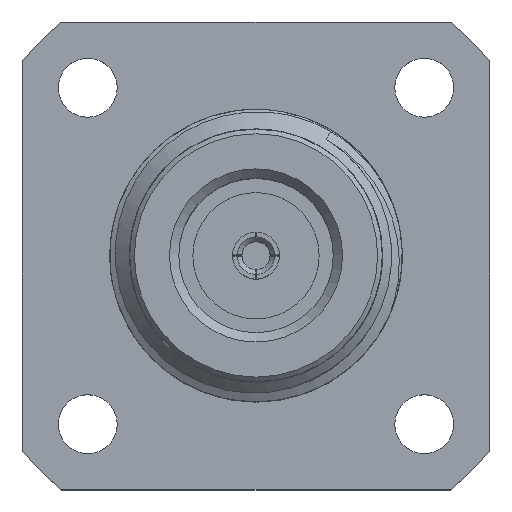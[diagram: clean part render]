
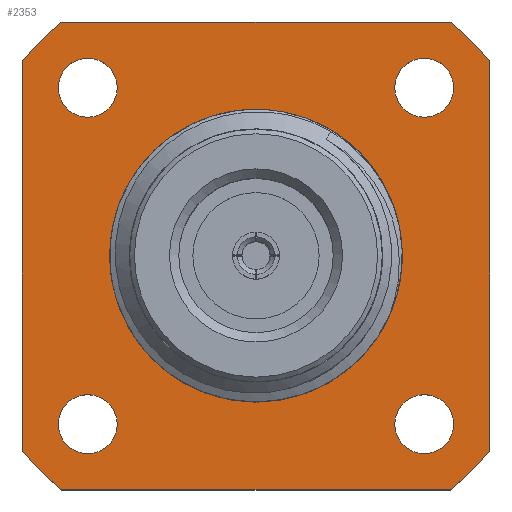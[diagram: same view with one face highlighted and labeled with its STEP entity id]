
A CAD part, top view. The second image highlights one B-rep face of the part: STEP entity #2353.
In plain terms, the highlighted planar face has unit normal (0, 0, 1).
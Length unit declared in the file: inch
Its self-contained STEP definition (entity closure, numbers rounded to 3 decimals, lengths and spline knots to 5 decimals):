
#21 = FACE_OUTER_BOUND ( 'NONE', #739, .T. ) ;
#52 = CARTESIAN_POINT ( 'NONE',  ( -0.5, -0.41533, -0.66142 ) ) ;
#74 = CARTESIAN_POINT ( 'NONE',  ( -0.2965, -0.3595, -0.66142 ) ) ;
#95 = AXIS2_PLACEMENT_3D ( 'NONE', #379, #1998, #1682 ) ;
#113 = CARTESIAN_POINT ( 'NONE',  ( -0.5, 0.5, -0.66142 ) ) ;
#144 = DIRECTION ( 'NONE',  ( 1., 0., 0. ) ) ;
#162 = CARTESIAN_POINT ( 'NONE',  ( 0.41533, -0.5, -0.66142 ) ) ;
#173 = CIRCLE ( 'NONE', #3064, 0.063 ) ;
#178 = VERTEX_POINT ( 'NONE', #1649 ) ;
#187 = CIRCLE ( 'NONE', #3695, 0.3125 ) ;
#216 = DIRECTION ( 'NONE',  ( 1., 0., 0. ) ) ;
#238 = AXIS2_PLACEMENT_3D ( 'NONE', #2824, #2173, #2199 ) ;
#248 = DIRECTION ( 'NONE',  ( 1., 0., 0. ) ) ;
#275 = EDGE_CURVE ( 'NONE', #2216, #2216, #3824, .T. ) ;
#379 = CARTESIAN_POINT ( 'NONE',  ( 0.3595, 0.3595, -0.66142 ) ) ;
#415 = DIRECTION ( 'NONE',  ( 0., 0., 1. ) ) ;
#418 = DIRECTION ( 'NONE',  ( -1., 0., 0. ) ) ;
#493 = EDGE_CURVE ( 'NONE', #2708, #563, #1007, .T. ) ;
#547 = VERTEX_POINT ( 'NONE', #3340 ) ;
#558 = EDGE_LOOP ( 'NONE', ( #2952 ) ) ;
#563 = VERTEX_POINT ( 'NONE', #2213 ) ;
#623 = DIRECTION ( 'NONE',  ( 0., 0., 1. ) ) ;
#675 = DIRECTION ( 'NONE',  ( 0., 1., 0. ) ) ;
#722 = EDGE_CURVE ( 'NONE', #563, #1894, #2226, .T. ) ;
#735 = CARTESIAN_POINT ( 'NONE',  ( 0., 0., -0.66142 ) ) ;
#739 = EDGE_LOOP ( 'NONE', ( #1141, #2548, #3527, #3961, #1052, #3251, #2671, #4206 ) ) ;
#883 = PLANE ( 'NONE',  #4003 ) ;
#938 = AXIS2_PLACEMENT_3D ( 'NONE', #4046, #2717, #144 ) ;
#998 = CARTESIAN_POINT ( 'NONE',  ( 0., 0., -0.66142 ) ) ;
#1007 = CIRCLE ( 'NONE', #238, 0.65 ) ;
#1052 = ORIENTED_EDGE ( 'NONE', *, *, #2594, .T. ) ;
#1075 = LINE ( 'NONE', #3938, #3405 ) ;
#1082 = CARTESIAN_POINT ( 'NONE',  ( -0.41533, 0.5, -0.66142 ) ) ;
#1108 = FACE_BOUND ( 'NONE', #1875, .T. ) ;
#1113 = FACE_BOUND ( 'NONE', #3866, .T. ) ;
#1141 = ORIENTED_EDGE ( 'NONE', *, *, #2088, .T. ) ;
#1179 = DIRECTION ( 'NONE',  ( 0., 0., 1. ) ) ;
#1302 = EDGE_CURVE ( 'NONE', #1312, #1580, #3941, .T. ) ;
#1312 = VERTEX_POINT ( 'NONE', #1436 ) ;
#1357 = VERTEX_POINT ( 'NONE', #2117 ) ;
#1372 = DIRECTION ( 'NONE',  ( 1., 0., 0. ) ) ;
#1436 = CARTESIAN_POINT ( 'NONE',  ( 0.41533, 0.5, -0.66142 ) ) ;
#1451 = EDGE_CURVE ( 'NONE', #2417, #2417, #173, .T. ) ;
#1515 = DIRECTION ( 'NONE',  ( 0., 0., 1. ) ) ;
#1580 = VERTEX_POINT ( 'NONE', #1082 ) ;
#1643 = VERTEX_POINT ( 'NONE', #2687 ) ;
#1649 = CARTESIAN_POINT ( 'NONE',  ( 0.3125, 0., -0.66142 ) ) ;
#1673 = CARTESIAN_POINT ( 'NONE',  ( -0.5, 0.5, -0.66142 ) ) ;
#1674 = EDGE_CURVE ( 'NONE', #1643, #1312, #3101, .T. ) ;
#1682 = DIRECTION ( 'NONE',  ( 1., 0., 0. ) ) ;
#1875 = EDGE_LOOP ( 'NONE', ( #3443 ) ) ;
#1894 = VERTEX_POINT ( 'NONE', #162 ) ;
#1899 = DIRECTION ( 'NONE',  ( 0., 0., 1. ) ) ;
#1972 = VECTOR ( 'NONE', #3308, 39.37008 ) ;
#1994 = FACE_BOUND ( 'NONE', #3236, .T. ) ;
#1998 = DIRECTION ( 'NONE',  ( 0., 0., 1. ) ) ;
#2022 = ORIENTED_EDGE ( 'NONE', *, *, #2436, .F. ) ;
#2068 = VERTEX_POINT ( 'NONE', #74 ) ;
#2088 = EDGE_CURVE ( 'NONE', #1357, #1643, #1075, .T. ) ;
#2097 = EDGE_CURVE ( 'NONE', #1894, #1357, #3090, .T. ) ;
#2117 = CARTESIAN_POINT ( 'NONE',  ( 0.5, -0.41533, -0.66142 ) ) ;
#2173 = DIRECTION ( 'NONE',  ( 0., 0., 1. ) ) ;
#2191 = CARTESIAN_POINT ( 'NONE',  ( -0.5, -0.5, -0.66142 ) ) ;
#2193 = CARTESIAN_POINT ( 'NONE',  ( -0.3595, -0.3595, -0.66142 ) ) ;
#2199 = DIRECTION ( 'NONE',  ( 1., 0., 0. ) ) ;
#2213 = CARTESIAN_POINT ( 'NONE',  ( -0.41533, -0.5, -0.66142 ) ) ;
#2216 = VERTEX_POINT ( 'NONE', #3624 ) ;
#2226 = LINE ( 'NONE', #2191, #3630 ) ;
#2304 = FACE_BOUND ( 'NONE', #558, .T. ) ;
#2353 = ADVANCED_FACE ( 'NONE', ( #3500, #2304, #1994, #1108, #1113, #21 ), #883, .T. ) ;
#2417 = VERTEX_POINT ( 'NONE', #4001 ) ;
#2436 = EDGE_CURVE ( 'NONE', #2068, #2068, #3879, .T. ) ;
#2479 = CARTESIAN_POINT ( 'NONE',  ( 0., 0., -0.66142 ) ) ;
#2548 = ORIENTED_EDGE ( 'NONE', *, *, #1674, .T. ) ;
#2594 = EDGE_CURVE ( 'NONE', #3801, #2708, #3478, .T. ) ;
#2671 = ORIENTED_EDGE ( 'NONE', *, *, #722, .T. ) ;
#2687 = CARTESIAN_POINT ( 'NONE',  ( 0.5, 0.41533, -0.66142 ) ) ;
#2708 = VERTEX_POINT ( 'NONE', #52 ) ;
#2717 = DIRECTION ( 'NONE',  ( 0., 0., 1. ) ) ;
#2719 = CARTESIAN_POINT ( 'NONE',  ( 0., 0., -0.66142 ) ) ;
#2745 = EDGE_CURVE ( 'NONE', #1580, #3801, #4254, .T. ) ;
#2824 = CARTESIAN_POINT ( 'NONE',  ( 0., 0., -0.66142 ) ) ;
#2913 = CARTESIAN_POINT ( 'NONE',  ( 0.3595, -0.3595, -0.66142 ) ) ;
#2947 = AXIS2_PLACEMENT_3D ( 'NONE', #2719, #415, #3668 ) ;
#2952 = ORIENTED_EDGE ( 'NONE', *, *, #275, .F. ) ;
#2988 = EDGE_CURVE ( 'NONE', #178, #178, #187, .T. ) ;
#2993 = EDGE_LOOP ( 'NONE', ( #2022 ) ) ;
#3064 = AXIS2_PLACEMENT_3D ( 'NONE', #3753, #1179, #3475 ) ;
#3073 = EDGE_CURVE ( 'NONE', #547, #547, #3834, .T. ) ;
#3090 = CIRCLE ( 'NONE', #3374, 0.65 ) ;
#3101 = CIRCLE ( 'NONE', #938, 0.65 ) ;
#3236 = EDGE_LOOP ( 'NONE', ( #3749 ) ) ;
#3251 = ORIENTED_EDGE ( 'NONE', *, *, #493, .T. ) ;
#3305 = DIRECTION ( 'NONE',  ( 0., 0., 1. ) ) ;
#3308 = DIRECTION ( 'NONE',  ( 0., -1., 0. ) ) ;
#3340 = CARTESIAN_POINT ( 'NONE',  ( 0.4225, 0.3595, -0.66142 ) ) ;
#3360 = DIRECTION ( 'NONE',  ( 0., 0., 1. ) ) ;
#3374 = AXIS2_PLACEMENT_3D ( 'NONE', #735, #3360, #3680 ) ;
#3405 = VECTOR ( 'NONE', #675, 39.37008 ) ;
#3443 = ORIENTED_EDGE ( 'NONE', *, *, #1451, .F. ) ;
#3475 = DIRECTION ( 'NONE',  ( 1., 0., 0. ) ) ;
#3478 = LINE ( 'NONE', #1673, #1972 ) ;
#3500 = FACE_BOUND ( 'NONE', #2993, .T. ) ;
#3527 = ORIENTED_EDGE ( 'NONE', *, *, #1302, .T. ) ;
#3622 = AXIS2_PLACEMENT_3D ( 'NONE', #2913, #623, #3882 ) ;
#3624 = CARTESIAN_POINT ( 'NONE',  ( 0.4225, -0.3595, -0.66142 ) ) ;
#3630 = VECTOR ( 'NONE', #216, 39.37008 ) ;
#3668 = DIRECTION ( 'NONE',  ( 1., 0., 0. ) ) ;
#3680 = DIRECTION ( 'NONE',  ( 1., 0., 0. ) ) ;
#3695 = AXIS2_PLACEMENT_3D ( 'NONE', #998, #3305, #1372 ) ;
#3717 = CARTESIAN_POINT ( 'NONE',  ( -0.5, 0.41533, -0.66142 ) ) ;
#3749 = ORIENTED_EDGE ( 'NONE', *, *, #3073, .F. ) ;
#3753 = CARTESIAN_POINT ( 'NONE',  ( -0.3595, 0.3595, -0.66142 ) ) ;
#3758 = DIRECTION ( 'NONE',  ( 1., 0., 0. ) ) ;
#3801 = VERTEX_POINT ( 'NONE', #3717 ) ;
#3824 = CIRCLE ( 'NONE', #3622, 0.063 ) ;
#3832 = VECTOR ( 'NONE', #418, 39.37008 ) ;
#3834 = CIRCLE ( 'NONE', #95, 0.063 ) ;
#3866 = EDGE_LOOP ( 'NONE', ( #4045 ) ) ;
#3879 = CIRCLE ( 'NONE', #4082, 0.063 ) ;
#3882 = DIRECTION ( 'NONE',  ( 1., 0., 0. ) ) ;
#3938 = CARTESIAN_POINT ( 'NONE',  ( 0.5, 0.5, -0.66142 ) ) ;
#3941 = LINE ( 'NONE', #113, #3832 ) ;
#3961 = ORIENTED_EDGE ( 'NONE', *, *, #2745, .T. ) ;
#4001 = CARTESIAN_POINT ( 'NONE',  ( -0.2965, 0.3595, -0.66142 ) ) ;
#4003 = AXIS2_PLACEMENT_3D ( 'NONE', #2479, #1515, #3758 ) ;
#4045 = ORIENTED_EDGE ( 'NONE', *, *, #2988, .F. ) ;
#4046 = CARTESIAN_POINT ( 'NONE',  ( 0., 0., -0.66142 ) ) ;
#4082 = AXIS2_PLACEMENT_3D ( 'NONE', #2193, #1899, #248 ) ;
#4206 = ORIENTED_EDGE ( 'NONE', *, *, #2097, .T. ) ;
#4254 = CIRCLE ( 'NONE', #2947, 0.65 ) ;
